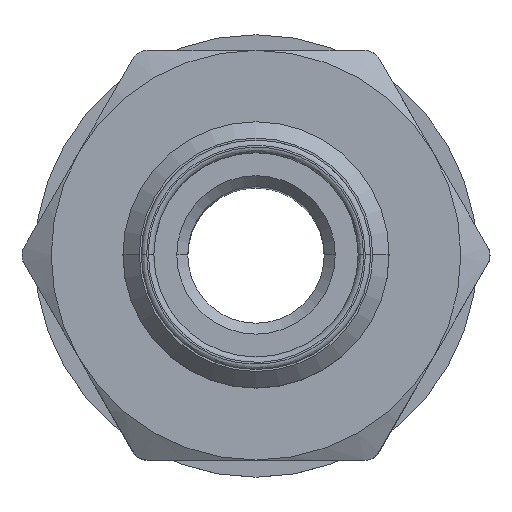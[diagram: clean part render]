
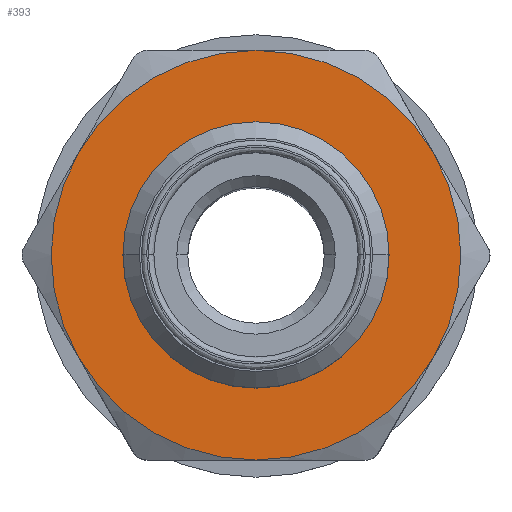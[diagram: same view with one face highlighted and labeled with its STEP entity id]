
A CAD part, top view. The second image highlights one B-rep face of the part: STEP entity #393.
In plain terms, the highlighted planar face has unit normal (0, 0, 1).
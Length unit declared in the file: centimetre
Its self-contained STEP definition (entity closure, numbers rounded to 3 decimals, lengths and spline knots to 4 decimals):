
#253 = FACE_BOUND ( 'NONE', #727, .T. ) ;
#261 = FACE_OUTER_BOUND ( 'NONE', #741, .T. ) ;
#393 = ADVANCED_FACE ( 'NONE', ( #253, #261 ), #3158, .T. ) ;
#598 = EDGE_CURVE ( 'NONE', #1703, #1767, #2850, .T. ) ;
#610 = EDGE_CURVE ( 'NONE', #1591, #1603, #2856, .T. ) ;
#727 = EDGE_LOOP ( 'NONE', ( #1485, #1498 ) ) ;
#741 = EDGE_LOOP ( 'NONE', ( #1490, #1450, #1339, #1346, #1345, #1447 ) ) ;
#1339 = ORIENTED_EDGE ( 'NONE', *, *, #1721, .T. ) ;
#1345 = ORIENTED_EDGE ( 'NONE', *, *, #1723, .T. ) ;
#1346 = ORIENTED_EDGE ( 'NONE', *, *, #1722, .T. ) ;
#1447 = ORIENTED_EDGE ( 'NONE', *, *, #1724, .T. ) ;
#1450 = ORIENTED_EDGE ( 'NONE', *, *, #598, .T. ) ;
#1485 = ORIENTED_EDGE ( 'NONE', *, *, #1727, .T. ) ;
#1490 = ORIENTED_EDGE ( 'NONE', *, *, #1725, .T. ) ;
#1498 = ORIENTED_EDGE ( 'NONE', *, *, #610, .T. ) ;
#1591 = VERTEX_POINT ( 'NONE', #2790 ) ;
#1603 = VERTEX_POINT ( 'NONE', #2793 ) ;
#1703 = VERTEX_POINT ( 'NONE', #2336 ) ;
#1721 = EDGE_CURVE ( 'NONE', #1767, #3197, #2895, .T. ) ;
#1722 = EDGE_CURVE ( 'NONE', #3197, #3200, #2896, .T. ) ;
#1723 = EDGE_CURVE ( 'NONE', #3200, #1769, #2897, .T. ) ;
#1724 = EDGE_CURVE ( 'NONE', #1769, #3208, #2898, .T. ) ;
#1725 = EDGE_CURVE ( 'NONE', #3208, #1703, #2899, .T. ) ;
#1727 = EDGE_CURVE ( 'NONE', #1603, #1591, #2901, .T. ) ;
#1767 = VERTEX_POINT ( 'NONE', #1803 ) ;
#1769 = VERTEX_POINT ( 'NONE', #1808 ) ;
#1803 = CARTESIAN_POINT ( 'NONE',  ( -0.4124, -0.2381, 0.381 ) ) ;
#1808 = CARTESIAN_POINT ( 'NONE',  ( 0.4124, 0.2381, 0.381 ) ) ;
#1916 = CARTESIAN_POINT ( 'NONE',  ( 0., -0.4762, 0.381 ) ) ;
#1918 = CARTESIAN_POINT ( 'NONE',  ( 0.4124, -0.2381, 0.381 ) ) ;
#1924 = CARTESIAN_POINT ( 'NONE',  ( 0., 0.4762, 0.381 ) ) ;
#2216 = AXIS2_PLACEMENT_3D ( 'NONE', #3183, #3159, #3157 ) ;
#2336 = CARTESIAN_POINT ( 'NONE',  ( -0.4124, 0.2381, 0.381 ) ) ;
#2387 = CARTESIAN_POINT ( 'NONE',  ( 0., 0., 0.381 ) ) ;
#2388 = DIRECTION ( 'NONE',  ( 0., 0., 1. ) ) ;
#2389 = DIRECTION ( 'NONE',  ( 0., 1., 0. ) ) ;
#2390 = CARTESIAN_POINT ( 'NONE',  ( 0., 0., 0.381 ) ) ;
#2391 = DIRECTION ( 'NONE',  ( 0., 0., 1. ) ) ;
#2392 = DIRECTION ( 'NONE',  ( 0., 1., 0. ) ) ;
#2393 = CARTESIAN_POINT ( 'NONE',  ( 0., 0., 0.381 ) ) ;
#2394 = DIRECTION ( 'NONE',  ( 0., 0., 1. ) ) ;
#2395 = DIRECTION ( 'NONE',  ( 0., 1., 0. ) ) ;
#2398 = CARTESIAN_POINT ( 'NONE',  ( 0., 0., 0.381 ) ) ;
#2399 = DIRECTION ( 'NONE',  ( 0., 0., 1. ) ) ;
#2400 = DIRECTION ( 'NONE',  ( 0., 1., 0. ) ) ;
#2403 = CARTESIAN_POINT ( 'NONE',  ( 0., 0., 0.381 ) ) ;
#2404 = DIRECTION ( 'NONE',  ( 0., 0., 1. ) ) ;
#2405 = DIRECTION ( 'NONE',  ( 0., 1., 0. ) ) ;
#2408 = CARTESIAN_POINT ( 'NONE',  ( 0., 0., 0.381 ) ) ;
#2409 = DIRECTION ( 'NONE',  ( 0., 0., -1. ) ) ;
#2410 = DIRECTION ( 'NONE',  ( -1., 0., 0. ) ) ;
#2669 = CARTESIAN_POINT ( 'NONE',  ( 0., 0., 0.381 ) ) ;
#2670 = DIRECTION ( 'NONE',  ( 0., 0., 1. ) ) ;
#2671 = DIRECTION ( 'NONE',  ( 0., 1., 0. ) ) ;
#2716 = CARTESIAN_POINT ( 'NONE',  ( 0., 0., 0.381 ) ) ;
#2717 = DIRECTION ( 'NONE',  ( 0., 0., -1. ) ) ;
#2718 = DIRECTION ( 'NONE',  ( -1., 0., 0. ) ) ;
#2790 = CARTESIAN_POINT ( 'NONE',  ( 0.2667, 0., 0.381 ) ) ;
#2793 = CARTESIAN_POINT ( 'NONE',  ( -0.2667, 0., 0.381 ) ) ;
#2850 = CIRCLE ( 'NONE', #3038, 0.4762 ) ;
#2856 = CIRCLE ( 'NONE', #3039, 0.2667 ) ;
#2895 = CIRCLE ( 'NONE', #3057, 0.4762 ) ;
#2896 = CIRCLE ( 'NONE', #3058, 0.4762 ) ;
#2897 = CIRCLE ( 'NONE', #3059, 0.4762 ) ;
#2898 = CIRCLE ( 'NONE', #3060, 0.4762 ) ;
#2899 = CIRCLE ( 'NONE', #3061, 0.4762 ) ;
#2901 = CIRCLE ( 'NONE', #3062, 0.2667 ) ;
#3038 = AXIS2_PLACEMENT_3D ( 'NONE', #2669, #2670, #2671 ) ;
#3039 = AXIS2_PLACEMENT_3D ( 'NONE', #2716, #2717, #2718 ) ;
#3057 = AXIS2_PLACEMENT_3D ( 'NONE', #2387, #2388, #2389 ) ;
#3058 = AXIS2_PLACEMENT_3D ( 'NONE', #2390, #2391, #2392 ) ;
#3059 = AXIS2_PLACEMENT_3D ( 'NONE', #2393, #2394, #2395 ) ;
#3060 = AXIS2_PLACEMENT_3D ( 'NONE', #2398, #2399, #2400 ) ;
#3061 = AXIS2_PLACEMENT_3D ( 'NONE', #2403, #2404, #2405 ) ;
#3062 = AXIS2_PLACEMENT_3D ( 'NONE', #2408, #2409, #2410 ) ;
#3157 = DIRECTION ( 'NONE',  ( 0., -1., 0. ) ) ;
#3158 = PLANE ( 'NONE',  #2216 ) ;
#3159 = DIRECTION ( 'NONE',  ( 0., 0., 1. ) ) ;
#3183 = CARTESIAN_POINT ( 'NONE',  ( 0., 0., 0.381 ) ) ;
#3197 = VERTEX_POINT ( 'NONE', #1916 ) ;
#3200 = VERTEX_POINT ( 'NONE', #1918 ) ;
#3208 = VERTEX_POINT ( 'NONE', #1924 ) ;
